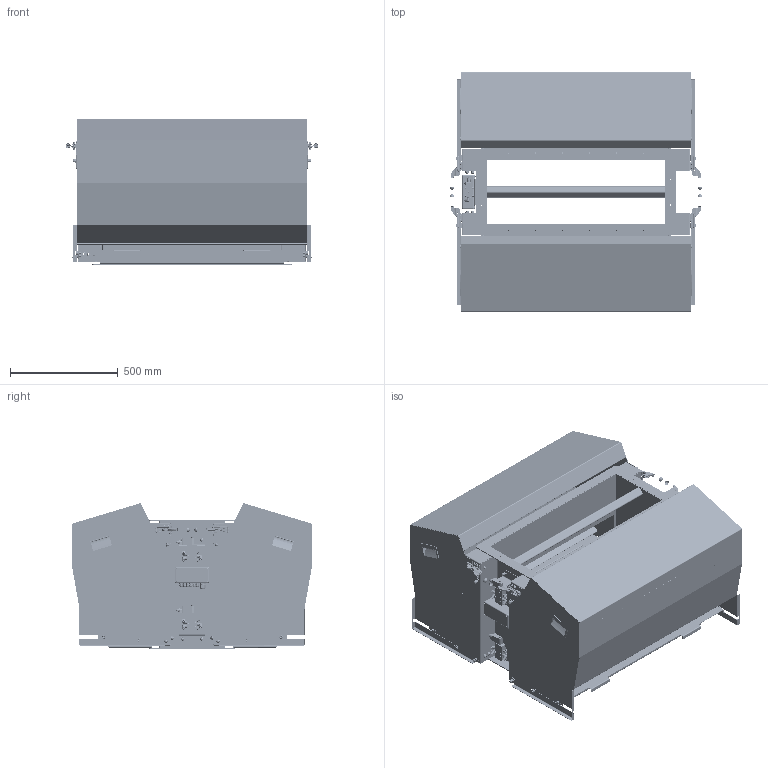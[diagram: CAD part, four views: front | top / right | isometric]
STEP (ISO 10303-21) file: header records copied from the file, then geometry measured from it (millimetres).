
FILE_DESCRIPTION(/* description */ (''),/* implementation_level */ '2;1');
FILE_NAME(/* name */ 'E0119879.stp',/* time_stamp */ '2023-11-23T12:24:03+01:00',/* author */ ('dk'),/* organization */ (''),/* preprocessor_version */ 'ST-DEVELOPER v18.1',/* originating_system */ 'Autodesk Inventor 2021',/* authorisation */ '');
FILE_SCHEMA (('AUTOMOTIVE_DESIGN { 1 0 10303 214 3 1 1 }'));
Products named in the file (1): Part5
Bounding box: 1173.08 x 1115.09 x 675.94 mm (x, y, z)
Volume: 15437583.9 mm3; surface area: 12462242.3 mm2
Topology: 12 solids, 125 shells, 11665 faces, 28927 edges, 18539 vertices
Faces by surface type: plane 6899, cylinder 3209, cone 972, bspline 432, torus 109, sphere 44
Full cylindrical faces by diameter (mm): 0.1 x720, 2 x3, 2.2 x2, 2.459 x2, 2.5 x26, 3 x2, 3.2 x16, 3.228 x4, 3.242 x6, 3.925 x2, 3.95 x4, 4 x42, 4.134 x2, 4.5 x2, 4.6 x20, 4.763 x12, 4.826 x18, 5 x14, 5.5 x6, 5.588 x8, 5.8 x2, 5.9 x2, 6 x38, 6.4 x8, 6.6 x10, 6.647 x40, 6.731 x16, 6.858 x8, 6.928 x2, 7 x24
Entity records: 367612 total; most frequent: CARTESIAN_POINT 78952, ORIENTED_EDGE 57654, DIRECTION 57424, EDGE_CURVE 28827, AXIS2_PLACEMENT_3D 20817, VERTEX_POINT 18539, LINE 15790, VECTOR 15790
